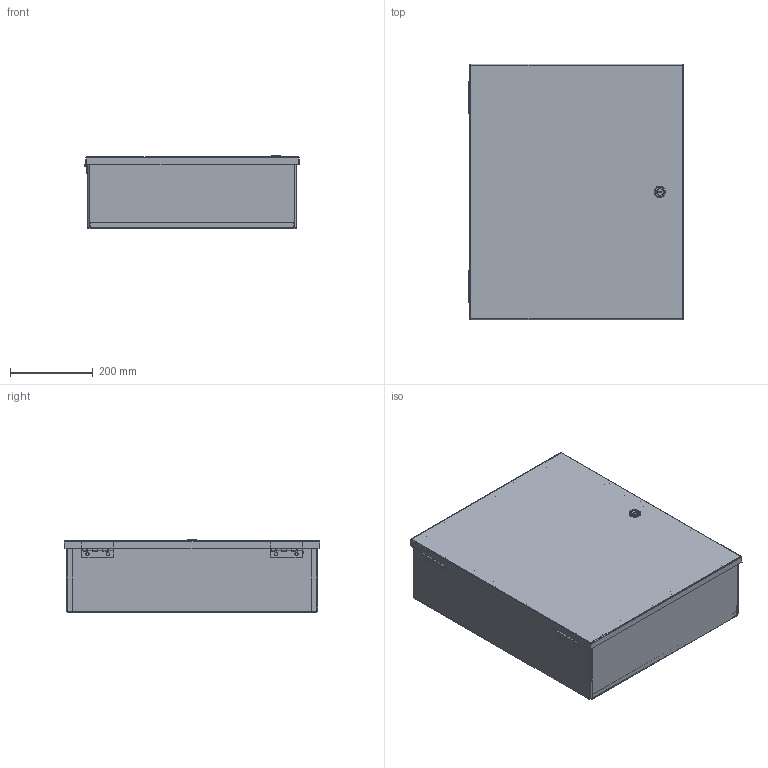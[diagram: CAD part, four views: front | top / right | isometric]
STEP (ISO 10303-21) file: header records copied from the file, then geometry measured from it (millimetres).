
FILE_DESCRIPTION(/* description */ ('N1C, CS, MEDIUM, BLR, 24X20X6.75'),/* implementation_level */ '2;1');
FILE_NAME(/* name */ 'N1C202406LP.stp',/* time_stamp */ '2017-04-28T15:24:13-05:00',/* author */ ('mraetz'),/* organization */ (''),/* preprocessor_version */ 'ST-DEVELOPER v16.1',/* originating_system */ 'Autodesk Inventor 2016',/* authorisation */ '');
FILE_SCHEMA (('AUTOMOTIVE_DESIGN { 1 0 10303 214 3 1 1 }'));
Length unit declared in the file: inch
Products named in the file (20): N1C202406LPBLR; N1C2006LPTB; N1C2024LPLID; 1000-101-GPF_GPD; 1000-02; 1000-u45_asm; 1000-318; 1000-03; 1000-277-01; 1000-u142_asm; 1000-112_prt; 1000-23; HFW3513; HFW3888; H6050138T; H6050138L; H6050138P; H6050138; H6050138_1; N1C202406LP
Assembly tree (26 placements, depth 4):
  N1C202406LP
    N1C202406LPBLR
    N1C2006LPTB  x2
    N1C2024LPLID
    HFW3513
      1000-u45_asm
        1000-101-GPF_GPD
        1000-02
      1000-u142_asm
        1000-318
        1000-03
        1000-277-01
      1000-112_prt
      1000-23
    HFW3888  x4
    H6050138
      H6050138T
      H6050138L
      H6050138P
    H6050138_1
      H6050138T
      H6050138L
      H6050138P
Bounding box: 520.41 x 619.92 x 178.12 mm (x, y, z)
Volume: 2063442.8 mm3; surface area: 2208822.6 mm2
Topology: 21 solids, 21 shells, 717 faces, 1717 edges, 1058 vertices
Faces by surface type: plane 437, cylinder 212, bspline 32, cone 19, torus 13, sphere 4
Full cylindrical faces by diameter (mm): 3.048 x4, 3.302 x12, 5 x1, 6 x1, 7.95 x4, 8.382 x8, 9.9 x1, 10 x1, 10.2 x1, 11.05 x1, 11.112 x4, 12.8 x1, 13.5 x1, 15.2 x1, 15.8 x1, 15.875 x4, 16.1 x1, 19.8 x1, 23 x1, 27 x1, 28 x1
Entity records: 20557 total; most frequent: CARTESIAN_POINT 5571, DIRECTION 2991, ORIENTED_EDGE 2838, EDGE_CURVE 1419, AXIS2_PLACEMENT_3D 1031, LINE 929, VECTOR 929, VERTEX_POINT 894
